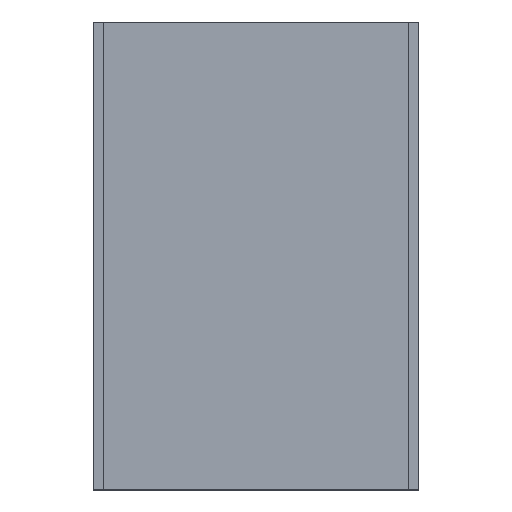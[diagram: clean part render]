
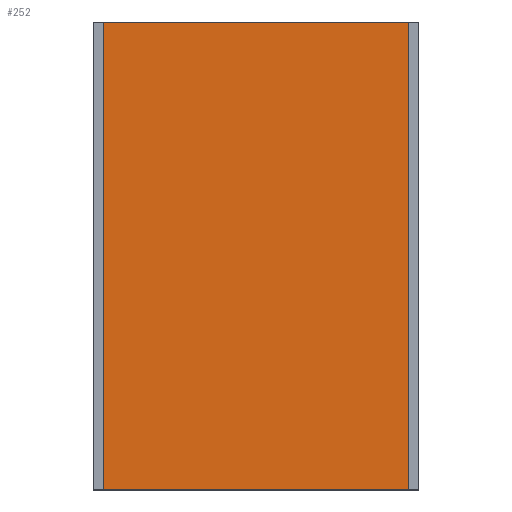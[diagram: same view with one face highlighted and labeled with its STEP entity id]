
A CAD part, top view. The second image highlights one B-rep face of the part: STEP entity #252.
In plain terms, the highlighted face is planar.
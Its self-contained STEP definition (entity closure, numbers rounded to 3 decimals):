
#16 = DIRECTION ( 'NONE',  ( 0., 0., 1. ) ) ;
#41 = CARTESIAN_POINT ( 'NONE',  ( -3., 0.005, 0. ) ) ;
#73 = VECTOR ( 'NONE', #653, 1000. ) ;
#95 = ORIENTED_EDGE ( 'NONE', *, *, #673, .T. ) ;
#98 = CARTESIAN_POINT ( 'NONE',  ( 0., 0.005, -4.6 ) ) ;
#119 = DIRECTION ( 'NONE',  ( -1., 0., 0. ) ) ;
#122 = CARTESIAN_POINT ( 'NONE',  ( 0., 0.005, -4.6 ) ) ;
#144 = LINE ( 'NONE', #709, #445 ) ;
#157 = CARTESIAN_POINT ( 'NONE',  ( -3., 0.005, -4.6 ) ) ;
#161 = ORIENTED_EDGE ( 'NONE', *, *, #416, .T. ) ;
#166 = VERTEX_POINT ( 'NONE', #611 ) ;
#174 = DIRECTION ( 'NONE',  ( 0., 0., 1. ) ) ;
#184 = DIRECTION ( 'NONE',  ( 0., 1., 0. ) ) ;
#188 = PLANE ( 'NONE',  #426 ) ;
#215 = LINE ( 'NONE', #624, #73 ) ;
#251 = CARTESIAN_POINT ( 'NONE',  ( 0., 0.005, 0. ) ) ;
#252 = ADVANCED_FACE ( 'NONE', ( #503 ), #188, .T. ) ;
#257 = VECTOR ( 'NONE', #16, 1000. ) ;
#262 = VERTEX_POINT ( 'NONE', #157 ) ;
#293 = EDGE_CURVE ( 'NONE', #262, #497, #689, .T. ) ;
#297 = EDGE_CURVE ( 'NONE', #497, #166, #144, .T. ) ;
#302 = EDGE_LOOP ( 'NONE', ( #161, #95, #325, #433 ) ) ;
#325 = ORIENTED_EDGE ( 'NONE', *, *, #293, .T. ) ;
#334 = VECTOR ( 'NONE', #119, 1000. ) ;
#416 = EDGE_CURVE ( 'NONE', #166, #558, #215, .T. ) ;
#426 = AXIS2_PLACEMENT_3D ( 'NONE', #251, #184, #174 ) ;
#433 = ORIENTED_EDGE ( 'NONE', *, *, #297, .T. ) ;
#445 = VECTOR ( 'NONE', #499, 1000. ) ;
#497 = VERTEX_POINT ( 'NONE', #592 ) ;
#499 = DIRECTION ( 'NONE',  ( 1., 0., 0. ) ) ;
#503 = FACE_OUTER_BOUND ( 'NONE', #302, .T. ) ;
#558 = VERTEX_POINT ( 'NONE', #98 ) ;
#592 = CARTESIAN_POINT ( 'NONE',  ( -3., 0.005, 0. ) ) ;
#611 = CARTESIAN_POINT ( 'NONE',  ( 0., 0.005, 0. ) ) ;
#624 = CARTESIAN_POINT ( 'NONE',  ( 0., 0.005, 0. ) ) ;
#648 = LINE ( 'NONE', #122, #334 ) ;
#653 = DIRECTION ( 'NONE',  ( 0., 0., -1. ) ) ;
#673 = EDGE_CURVE ( 'NONE', #558, #262, #648, .T. ) ;
#689 = LINE ( 'NONE', #41, #257 ) ;
#709 = CARTESIAN_POINT ( 'NONE',  ( 0., 0.005, 0. ) ) ;
